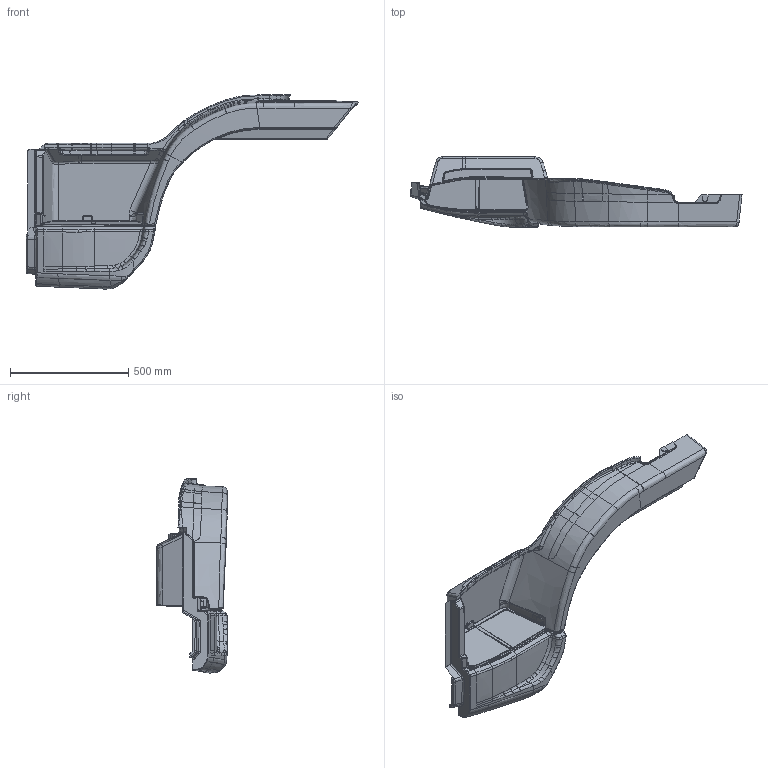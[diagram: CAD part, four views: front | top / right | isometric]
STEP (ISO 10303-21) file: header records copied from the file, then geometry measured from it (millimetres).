
FILE_DESCRIPTION(/* description */ (''),/* implementation_level */ '2;1');
FILE_NAME(/* name */ 'LH STEP no holes 1 v6.step',/* time_stamp */ '2022-11-26T00:19:42Z',/* author */ (''),/* organization */ (''),/* preprocessor_version */ 'ST-DEVELOPER v19.2',/* originating_system */ 'Autodesk Translation Framework v11.17.0.187',/* authorisation */ '');
FILE_SCHEMA (('AUTOMOTIVE_DESIGN { 1 0 10303 214 3 1 1 }'));
Products named in the file (1): LH STEP no holes 1
Bounding box: 1403.91 x 296.73 x 820.87 mm (x, y, z)
Surface area: 929976.5 mm2 (no closed solid volume)
Topology: 0 solids, 1 shells, 758 faces, 1841 edges, 1075 vertices
Faces by surface type: bspline 652, plane 57, cylinder 47, sphere 2
Entity records: 112830 total; most frequent: CARTESIAN_POINT 99917, ORIENTED_EDGE 3545, EDGE_CURVE 1831, B_SPLINE_CURVE_WITH_KNOTS 1138, VERTEX_POINT 1075, DIRECTION 1069, EDGE_LOOP 759, FACE_OUTER_BOUND 758
